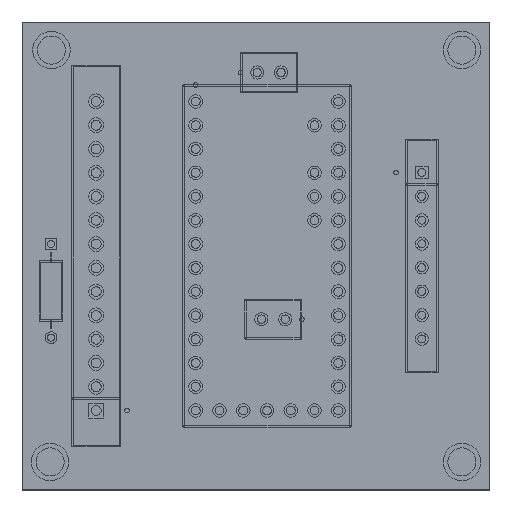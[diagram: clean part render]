
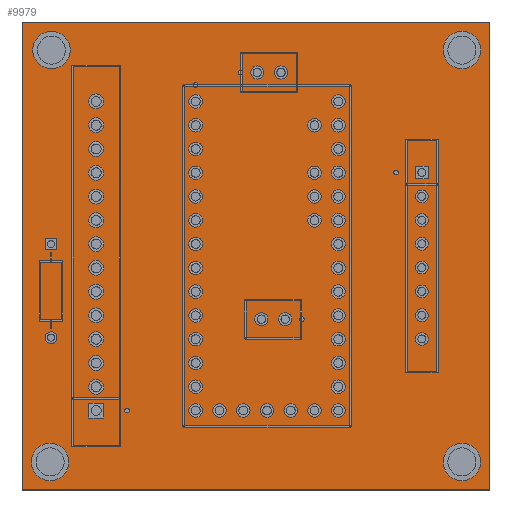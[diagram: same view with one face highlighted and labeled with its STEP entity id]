
A CAD part, top view. The second image highlights one B-rep face of the part: STEP entity #9979.
In plain terms, the highlighted planar face has unit normal (0, 0, 1).
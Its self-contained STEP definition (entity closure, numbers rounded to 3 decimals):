
#9670 = VERTEX_POINT('',#9671);
#9671 = CARTESIAN_POINT('',(0.,0.,-0.035));
#9680 = PLANE('',#9681);
#9681 = AXIS2_PLACEMENT_3D('',#9682,#9683,#9684);
#9682 = CARTESIAN_POINT('',(0.,0.,-0.035));
#9683 = DIRECTION('',(0.,-1.,0.));
#9684 = DIRECTION('',(1.,0.,0.));
#9692 = PLANE('',#9693);
#9693 = AXIS2_PLACEMENT_3D('',#9694,#9695,#9696);
#9694 = CARTESIAN_POINT('',(0.,50.,-0.035));
#9695 = DIRECTION('',(-1.,-0.,-0.));
#9696 = DIRECTION('',(0.,-1.,0.));
#9733 = VERTEX_POINT('',#9734);
#9734 = CARTESIAN_POINT('',(50.,0.,-0.035));
#9748 = PLANE('',#9749);
#9749 = AXIS2_PLACEMENT_3D('',#9750,#9751,#9752);
#9750 = CARTESIAN_POINT('',(50.,0.,-0.035));
#9751 = DIRECTION('',(1.,-0.,0.));
#9752 = DIRECTION('',(0.,1.,0.));
#9760 = EDGE_CURVE('',#9670,#9733,#9761,.T.);
#9761 = SURFACE_CURVE('',#9762,(#9766,#9773),.PCURVE_S1.);
#9762 = LINE('',#9763,#9764);
#9763 = CARTESIAN_POINT('',(0.,0.,-0.035));
#9764 = VECTOR('',#9765,1.);
#9765 = DIRECTION('',(1.,0.,0.));
#9766 = PCURVE('',#9680,#9767);
#9767 = DEFINITIONAL_REPRESENTATION('',(#9768),#9772);
#9768 = LINE('',#9769,#9770);
#9769 = CARTESIAN_POINT('',(0.,0.));
#9770 = VECTOR('',#9771,1.);
#9771 = DIRECTION('',(1.,0.));
#9772 = ( GEOMETRIC_REPRESENTATION_CONTEXT(2) 
PARAMETRIC_REPRESENTATION_CONTEXT() REPRESENTATION_CONTEXT('2D SPACE',''
  ) );
#9773 = PCURVE('',#9774,#9779);
#9774 = PLANE('',#9775);
#9775 = AXIS2_PLACEMENT_3D('',#9776,#9777,#9778);
#9776 = CARTESIAN_POINT('',(25.,25.,-0.035));
#9777 = DIRECTION('',(0.,0.,1.));
#9778 = DIRECTION('',(1.,0.,-0.));
#9779 = DEFINITIONAL_REPRESENTATION('',(#9780),#9784);
#9780 = LINE('',#9781,#9782);
#9781 = CARTESIAN_POINT('',(-25.,-25.));
#9782 = VECTOR('',#9783,1.);
#9783 = DIRECTION('',(1.,0.));
#9784 = ( GEOMETRIC_REPRESENTATION_CONTEXT(2) 
PARAMETRIC_REPRESENTATION_CONTEXT() REPRESENTATION_CONTEXT('2D SPACE',''
  ) );
#9814 = VERTEX_POINT('',#9815);
#9815 = CARTESIAN_POINT('',(50.,50.,-0.035));
#9829 = PLANE('',#9830);
#9830 = AXIS2_PLACEMENT_3D('',#9831,#9832,#9833);
#9831 = CARTESIAN_POINT('',(50.,50.,-0.035));
#9832 = DIRECTION('',(0.,1.,0.));
#9833 = DIRECTION('',(-1.,0.,0.));
#9841 = EDGE_CURVE('',#9733,#9814,#9842,.T.);
#9842 = SURFACE_CURVE('',#9843,(#9847,#9854),.PCURVE_S1.);
#9843 = LINE('',#9844,#9845);
#9844 = CARTESIAN_POINT('',(50.,0.,-0.035));
#9845 = VECTOR('',#9846,1.);
#9846 = DIRECTION('',(0.,1.,0.));
#9847 = PCURVE('',#9748,#9848);
#9848 = DEFINITIONAL_REPRESENTATION('',(#9849),#9853);
#9849 = LINE('',#9850,#9851);
#9850 = CARTESIAN_POINT('',(0.,0.));
#9851 = VECTOR('',#9852,1.);
#9852 = DIRECTION('',(1.,0.));
#9853 = ( GEOMETRIC_REPRESENTATION_CONTEXT(2) 
PARAMETRIC_REPRESENTATION_CONTEXT() REPRESENTATION_CONTEXT('2D SPACE',''
  ) );
#9854 = PCURVE('',#9774,#9855);
#9855 = DEFINITIONAL_REPRESENTATION('',(#9856),#9860);
#9856 = LINE('',#9857,#9858);
#9857 = CARTESIAN_POINT('',(25.,-25.));
#9858 = VECTOR('',#9859,1.);
#9859 = DIRECTION('',(0.,1.));
#9860 = ( GEOMETRIC_REPRESENTATION_CONTEXT(2) 
PARAMETRIC_REPRESENTATION_CONTEXT() REPRESENTATION_CONTEXT('2D SPACE',''
  ) );
#9890 = VERTEX_POINT('',#9891);
#9891 = CARTESIAN_POINT('',(0.,50.,-0.035));
#9912 = EDGE_CURVE('',#9814,#9890,#9913,.T.);
#9913 = SURFACE_CURVE('',#9914,(#9918,#9925),.PCURVE_S1.);
#9914 = LINE('',#9915,#9916);
#9915 = CARTESIAN_POINT('',(50.,50.,-0.035));
#9916 = VECTOR('',#9917,1.);
#9917 = DIRECTION('',(-1.,0.,0.));
#9918 = PCURVE('',#9829,#9919);
#9919 = DEFINITIONAL_REPRESENTATION('',(#9920),#9924);
#9920 = LINE('',#9921,#9922);
#9921 = CARTESIAN_POINT('',(0.,0.));
#9922 = VECTOR('',#9923,1.);
#9923 = DIRECTION('',(1.,0.));
#9924 = ( GEOMETRIC_REPRESENTATION_CONTEXT(2) 
PARAMETRIC_REPRESENTATION_CONTEXT() REPRESENTATION_CONTEXT('2D SPACE',''
  ) );
#9925 = PCURVE('',#9774,#9926);
#9926 = DEFINITIONAL_REPRESENTATION('',(#9927),#9931);
#9927 = LINE('',#9928,#9929);
#9928 = CARTESIAN_POINT('',(25.,25.));
#9929 = VECTOR('',#9930,1.);
#9930 = DIRECTION('',(-1.,0.));
#9931 = ( GEOMETRIC_REPRESENTATION_CONTEXT(2) 
PARAMETRIC_REPRESENTATION_CONTEXT() REPRESENTATION_CONTEXT('2D SPACE',''
  ) );
#9959 = EDGE_CURVE('',#9890,#9670,#9960,.T.);
#9960 = SURFACE_CURVE('',#9961,(#9965,#9972),.PCURVE_S1.);
#9961 = LINE('',#9962,#9963);
#9962 = CARTESIAN_POINT('',(0.,50.,-0.035));
#9963 = VECTOR('',#9964,1.);
#9964 = DIRECTION('',(0.,-1.,0.));
#9965 = PCURVE('',#9692,#9966);
#9966 = DEFINITIONAL_REPRESENTATION('',(#9967),#9971);
#9967 = LINE('',#9968,#9969);
#9968 = CARTESIAN_POINT('',(0.,0.));
#9969 = VECTOR('',#9970,1.);
#9970 = DIRECTION('',(1.,0.));
#9971 = ( GEOMETRIC_REPRESENTATION_CONTEXT(2) 
PARAMETRIC_REPRESENTATION_CONTEXT() REPRESENTATION_CONTEXT('2D SPACE',''
  ) );
#9972 = PCURVE('',#9774,#9973);
#9973 = DEFINITIONAL_REPRESENTATION('',(#9974),#9978);
#9974 = LINE('',#9975,#9976);
#9975 = CARTESIAN_POINT('',(-25.,25.));
#9976 = VECTOR('',#9977,1.);
#9977 = DIRECTION('',(0.,-1.));
#9978 = ( GEOMETRIC_REPRESENTATION_CONTEXT(2) 
PARAMETRIC_REPRESENTATION_CONTEXT() REPRESENTATION_CONTEXT('2D SPACE',''
  ) );
#9979 = ADVANCED_FACE('',(#9980),#9774,.T.);
#9980 = FACE_BOUND('',#9981,.T.);
#9981 = EDGE_LOOP('',(#9982,#9983,#9984,#9985));
#9982 = ORIENTED_EDGE('',*,*,#9760,.T.);
#9983 = ORIENTED_EDGE('',*,*,#9841,.T.);
#9984 = ORIENTED_EDGE('',*,*,#9912,.T.);
#9985 = ORIENTED_EDGE('',*,*,#9959,.T.);
